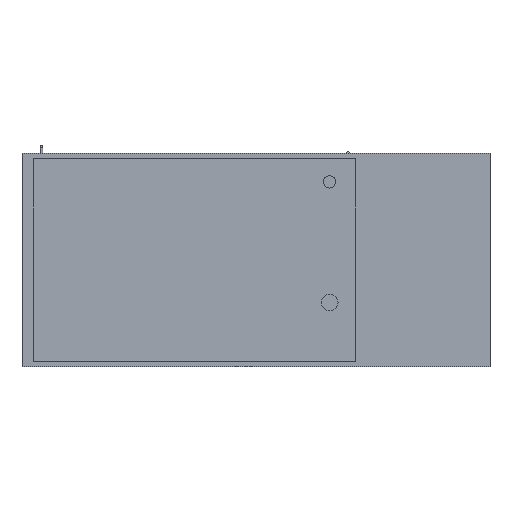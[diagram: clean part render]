
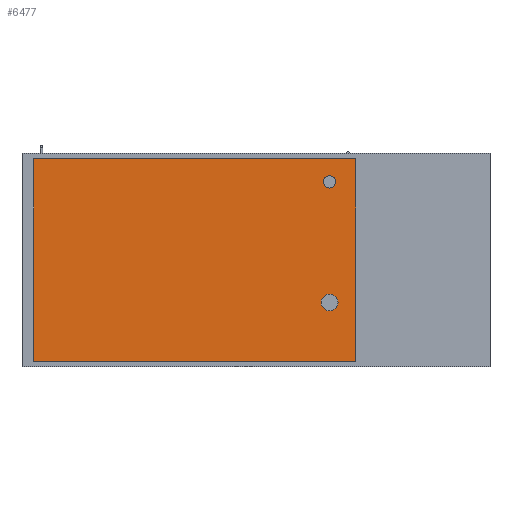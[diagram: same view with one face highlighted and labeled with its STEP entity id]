
A CAD part, front view. The second image highlights one B-rep face of the part: STEP entity #6477.
In plain terms, the highlighted planar face has unit normal (0, -1, 0).
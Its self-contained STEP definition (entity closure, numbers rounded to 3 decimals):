
#375=FACE_OUTER_BOUND('',#778,.T.);
#778=EDGE_LOOP('',(#4332,#4333,#4334,#4335));
#1197=LINE('',#9480,#1964);
#1200=LINE('',#9485,#1967);
#1203=LINE('',#9490,#1970);
#1204=LINE('',#9492,#1971);
#1964=VECTOR('',#7556,10.);
#1967=VECTOR('',#7561,10.);
#1970=VECTOR('',#7566,10.);
#1971=VECTOR('',#7569,10.);
#2723=VERTEX_POINT('',#9478);
#2724=VERTEX_POINT('',#9479);
#2725=VERTEX_POINT('',#9484);
#2726=VERTEX_POINT('',#9488);
#3357=EDGE_CURVE('',#2723,#2724,#1197,.T.);
#3360=EDGE_CURVE('',#2725,#2724,#1200,.T.);
#3363=EDGE_CURVE('',#2723,#2726,#1203,.T.);
#3364=EDGE_CURVE('',#2725,#2726,#1204,.T.);
#4332=ORIENTED_EDGE('',*,*,#3363,.T.);
#4333=ORIENTED_EDGE('',*,*,#3364,.F.);
#4334=ORIENTED_EDGE('',*,*,#3360,.T.);
#4335=ORIENTED_EDGE('',*,*,#3357,.F.);
#6160=PLANE('',#6943);
#6477=ADVANCED_FACE('',(#375),#6160,.T.);
#6943=AXIS2_PLACEMENT_3D('',#9491,#7567,#7568);
#7556=DIRECTION('',(0.,0.,1.));
#7561=DIRECTION('',(-1.,0.,0.));
#7566=DIRECTION('',(1.,0.,0.));
#7567=DIRECTION('center_axis',(0.,-1.,0.));
#7568=DIRECTION('ref_axis',(0.,0.,-1.));
#7569=DIRECTION('',(0.,0.,-1.));
#9478=CARTESIAN_POINT('',(-525.,-185.,-330.));
#9479=CARTESIAN_POINT('',(-525.,-185.,330.));
#9480=CARTESIAN_POINT('',(-525.,-185.,330.));
#9484=CARTESIAN_POINT('',(525.,-185.,330.));
#9485=CARTESIAN_POINT('',(0.,-185.,330.));
#9488=CARTESIAN_POINT('',(525.,-185.,-330.));
#9490=CARTESIAN_POINT('',(0.,-185.,-330.));
#9491=CARTESIAN_POINT('Origin',(0.,-185.,330.));
#9492=CARTESIAN_POINT('',(525.,-185.,330.));
